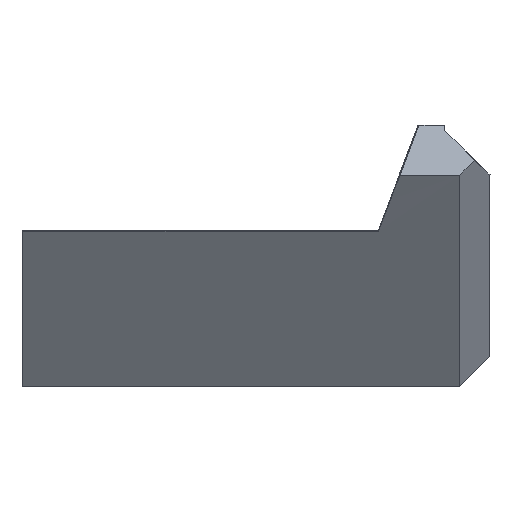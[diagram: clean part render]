
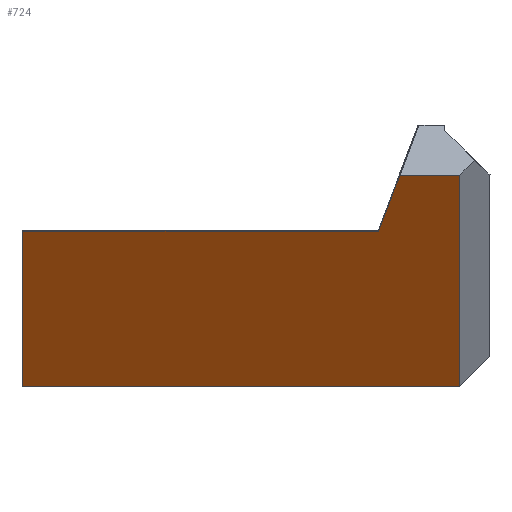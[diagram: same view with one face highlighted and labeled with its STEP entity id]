
A CAD part, front view. The second image highlights one B-rep face of the part: STEP entity #724.
In plain terms, the highlighted planar face has unit normal (0, -0.808, -0.589).
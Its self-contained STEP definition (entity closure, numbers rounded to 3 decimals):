
#75=FACE_OUTER_BOUND('',#113,.T.);
#113=EDGE_LOOP('',(#550,#551,#552,#553,#554,#555,#556));
#184=LINE('',#1103,#264);
#190=LINE('',#1122,#270);
#191=LINE('',#1124,#271);
#192=LINE('',#1126,#272);
#193=LINE('',#1127,#273);
#194=LINE('',#1129,#274);
#195=LINE('',#1130,#275);
#264=VECTOR('',#887,10.);
#270=VECTOR('',#905,10.);
#271=VECTOR('',#906,10.);
#272=VECTOR('',#907,10.);
#273=VECTOR('',#908,10.);
#274=VECTOR('',#909,10.);
#275=VECTOR('',#910,10.);
#334=VERTEX_POINT('',#1100);
#335=VERTEX_POINT('',#1102);
#341=VERTEX_POINT('',#1120);
#342=VERTEX_POINT('',#1121);
#343=VERTEX_POINT('',#1123);
#344=VERTEX_POINT('',#1125);
#345=VERTEX_POINT('',#1128);
#412=EDGE_CURVE('',#334,#335,#184,.T.);
#421=EDGE_CURVE('',#341,#342,#190,.T.);
#422=EDGE_CURVE('',#342,#343,#191,.T.);
#423=EDGE_CURVE('',#344,#343,#192,.T.);
#424=EDGE_CURVE('',#335,#344,#193,.T.);
#425=EDGE_CURVE('',#334,#345,#194,.F.);
#426=EDGE_CURVE('',#341,#345,#195,.T.);
#550=ORIENTED_EDGE('',*,*,#421,.T.);
#551=ORIENTED_EDGE('',*,*,#422,.T.);
#552=ORIENTED_EDGE('',*,*,#423,.F.);
#553=ORIENTED_EDGE('',*,*,#424,.F.);
#554=ORIENTED_EDGE('',*,*,#412,.F.);
#555=ORIENTED_EDGE('',*,*,#425,.T.);
#556=ORIENTED_EDGE('',*,*,#426,.F.);
#696=PLANE('',#781);
#724=ADVANCED_FACE('',(#75),#696,.T.);
#781=AXIS2_PLACEMENT_3D('',#1119,#903,#904);
#887=DIRECTION('',(0.,0.589,-0.808));
#903=DIRECTION('center_axis',(0.,-0.808,-0.589));
#904=DIRECTION('ref_axis',(-1.,0.,0.));
#905=DIRECTION('',(-0.29,0.564,-0.773));
#906=DIRECTION('',(-1.,0.,0.));
#907=DIRECTION('',(0.,-0.589,0.808));
#908=DIRECTION('',(-1.,0.,0.));
#909=DIRECTION('',(1.,0.,0.));
#910=DIRECTION('',(0.29,-0.564,0.773));
#1100=CARTESIAN_POINT('',(114.601,-29.931,6.794));
#1102=CARTESIAN_POINT('',(114.601,-24.978,0.));
#1103=CARTESIAN_POINT('',(114.601,-16.82,-11.19));
#1119=CARTESIAN_POINT('Origin',(108.088,-19.724,-7.206));
#1120=CARTESIAN_POINT('',(112.376,-29.347,5.998));
#1121=CARTESIAN_POINT('',(111.989,-28.618,4.994));
#1122=CARTESIAN_POINT('',(109.698,-24.167,-1.112));
#1123=CARTESIAN_POINT('',(100.575,-28.618,4.994));
#1124=CARTESIAN_POINT('',(104.318,-28.618,4.994));
#1125=CARTESIAN_POINT('',(100.575,-24.978,0.));
#1126=CARTESIAN_POINT('',(100.575,-22.351,-3.603));
#1127=CARTESIAN_POINT('',(113.951,-24.978,0.));
#1128=CARTESIAN_POINT('',(112.686,-29.931,6.794));
#1129=CARTESIAN_POINT('',(108.088,-29.931,6.794));
#1130=CARTESIAN_POINT('',(105.113,-15.207,-13.402));
